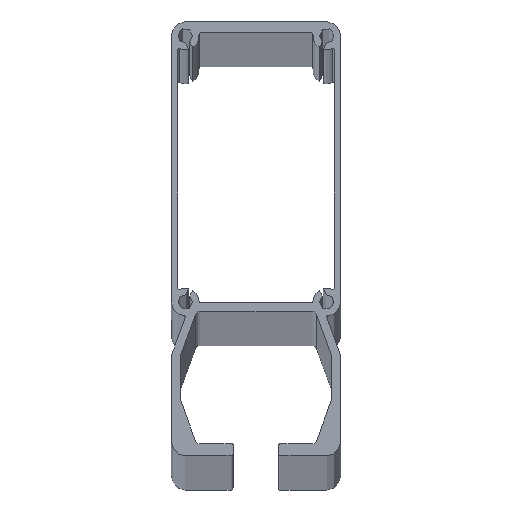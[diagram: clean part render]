
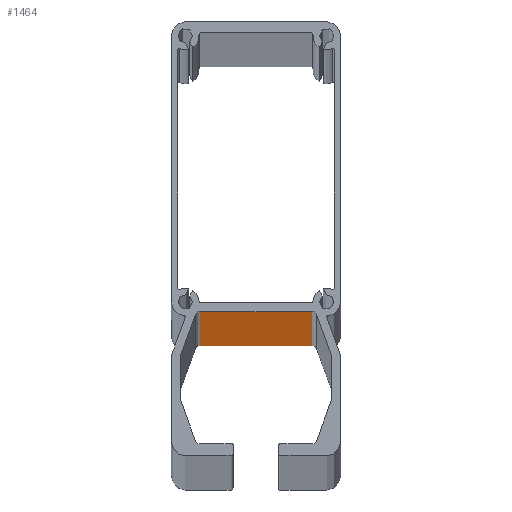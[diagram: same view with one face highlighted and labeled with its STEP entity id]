
A CAD part, top view. The second image highlights one B-rep face of the part: STEP entity #1464.
In plain terms, the highlighted planar face has unit normal (0, -1, 0).
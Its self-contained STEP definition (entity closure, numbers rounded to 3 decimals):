
#186=FACE_OUTER_BOUND('',#262,.T.);
#262=EDGE_LOOP('',(#1115,#1116,#1117,#1118));
#374=LINE('',#2397,#512);
#375=LINE('',#2401,#513);
#376=LINE('',#2403,#514);
#377=LINE('',#2404,#515);
#512=VECTOR('',#1944,10.);
#513=VECTOR('',#1949,10.);
#514=VECTOR('',#1950,10.);
#515=VECTOR('',#1951,10.);
#659=VERTEX_POINT('',#2394);
#660=VERTEX_POINT('',#2396);
#661=VERTEX_POINT('',#2400);
#662=VERTEX_POINT('',#2402);
#849=EDGE_CURVE('',#660,#659,#374,.T.);
#851=EDGE_CURVE('',#659,#661,#375,.T.);
#852=EDGE_CURVE('',#662,#661,#376,.T.);
#853=EDGE_CURVE('',#662,#660,#377,.T.);
#1115=ORIENTED_EDGE('',*,*,#851,.T.);
#1116=ORIENTED_EDGE('',*,*,#852,.F.);
#1117=ORIENTED_EDGE('',*,*,#853,.T.);
#1118=ORIENTED_EDGE('',*,*,#849,.T.);
#1404=PLANE('',#1612);
#1464=ADVANCED_FACE('',(#186),#1404,.T.);
#1612=AXIS2_PLACEMENT_3D('',#2399,#1947,#1948);
#1944=DIRECTION('',(0.,0.,1.));
#1947=DIRECTION('center_axis',(0.,-1.,0.));
#1948=DIRECTION('ref_axis',(0.,0.,-1.));
#1949=DIRECTION('',(-1.,0.,0.));
#1950=DIRECTION('',(0.,0.,1.));
#1951=DIRECTION('',(1.,0.,0.));
#2394=CARTESIAN_POINT('',(109.171,104.147,9000.));
#2396=CARTESIAN_POINT('',(109.171,104.147,0.));
#2397=CARTESIAN_POINT('',(109.171,104.147,0.));
#2399=CARTESIAN_POINT('Origin',(67.829,104.147,0.));
#2400=CARTESIAN_POINT('',(57.173,104.147,9000.));
#2401=CARTESIAN_POINT('',(57.173,104.147,9000.));
#2402=CARTESIAN_POINT('',(57.173,104.147,0.));
#2403=CARTESIAN_POINT('',(57.173,104.147,0.));
#2404=CARTESIAN_POINT('',(57.173,104.147,0.));
